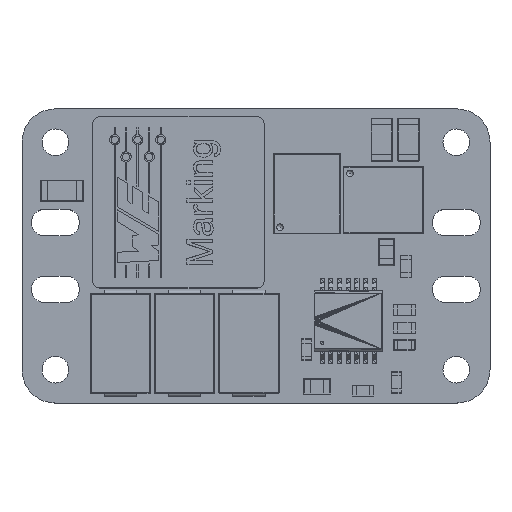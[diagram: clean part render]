
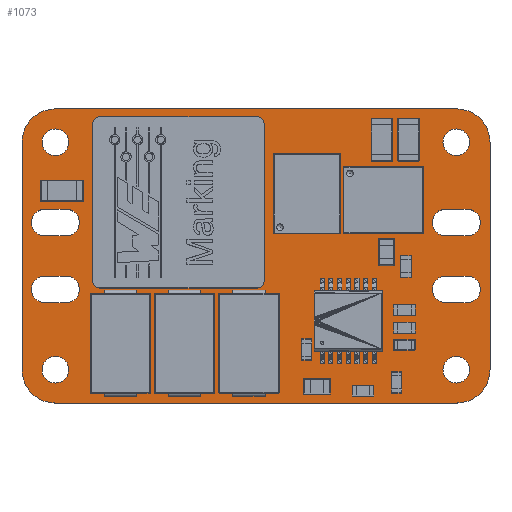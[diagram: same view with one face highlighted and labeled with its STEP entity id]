
A CAD part, top view. The second image highlights one B-rep face of the part: STEP entity #1073.
In plain terms, the highlighted planar face has unit normal (0, 0, 1).
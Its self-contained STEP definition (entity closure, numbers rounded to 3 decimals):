
#128 = VERTEX_POINT('',#129);
#129 = CARTESIAN_POINT('',(2.5,0.,1.686));
#135 = EDGE_CURVE('',#128,#136,#138,.T.);
#136 = VERTEX_POINT('',#137);
#137 = CARTESIAN_POINT('',(0.,2.5,1.686));
#138 = CIRCLE('',#139,2.499);
#139 = AXIS2_PLACEMENT_3D('',#140,#141,#142);
#140 = CARTESIAN_POINT('',(2.499,2.499,1.686));
#141 = DIRECTION('',(0.,0.,-1.));
#142 = DIRECTION('',(0.,-1.,0.));
#168 = EDGE_CURVE('',#136,#169,#171,.T.);
#169 = VERTEX_POINT('',#170);
#170 = CARTESIAN_POINT('',(0.,19.5,1.686));
#171 = LINE('',#172,#173);
#172 = CARTESIAN_POINT('',(0.,2.5,1.686));
#173 = VECTOR('',#174,1.);
#174 = DIRECTION('',(0.,1.,0.));
#199 = EDGE_CURVE('',#169,#200,#202,.T.);
#200 = VERTEX_POINT('',#201);
#201 = CARTESIAN_POINT('',(2.5,22.,1.686));
#202 = CIRCLE('',#203,2.499);
#203 = AXIS2_PLACEMENT_3D('',#204,#205,#206);
#204 = CARTESIAN_POINT('',(2.499,19.501,1.686));
#205 = DIRECTION('',(0.,0.,-1.));
#206 = DIRECTION('',(-1.,0.,0.));
#232 = EDGE_CURVE('',#200,#233,#235,.T.);
#233 = VERTEX_POINT('',#234);
#234 = CARTESIAN_POINT('',(32.5,22.,1.686));
#235 = LINE('',#236,#237);
#236 = CARTESIAN_POINT('',(2.5,22.,1.686));
#237 = VECTOR('',#238,1.);
#238 = DIRECTION('',(1.,0.,0.));
#263 = EDGE_CURVE('',#233,#264,#266,.T.);
#264 = VERTEX_POINT('',#265);
#265 = CARTESIAN_POINT('',(35.,19.5,1.686));
#266 = CIRCLE('',#267,2.499);
#267 = AXIS2_PLACEMENT_3D('',#268,#269,#270);
#268 = CARTESIAN_POINT('',(32.501,19.501,1.686));
#269 = DIRECTION('',(0.,0.,-1.));
#270 = DIRECTION('',(0.,1.,0.));
#296 = EDGE_CURVE('',#264,#297,#299,.T.);
#297 = VERTEX_POINT('',#298);
#298 = CARTESIAN_POINT('',(35.,2.5,1.686));
#299 = LINE('',#300,#301);
#300 = CARTESIAN_POINT('',(35.,19.5,1.686));
#301 = VECTOR('',#302,1.);
#302 = DIRECTION('',(0.,-1.,0.));
#327 = EDGE_CURVE('',#297,#328,#330,.T.);
#328 = VERTEX_POINT('',#329);
#329 = CARTESIAN_POINT('',(32.5,0.,1.686));
#330 = CIRCLE('',#331,2.499);
#331 = AXIS2_PLACEMENT_3D('',#332,#333,#334);
#332 = CARTESIAN_POINT('',(32.501,2.499,1.686));
#333 = DIRECTION('',(0.,0.,-1.));
#334 = DIRECTION('',(1.,0.,0.));
#360 = EDGE_CURVE('',#328,#128,#361,.T.);
#361 = LINE('',#362,#363);
#362 = CARTESIAN_POINT('',(32.5,0.,1.686));
#363 = VECTOR('',#364,1.);
#364 = DIRECTION('',(-1.,0.,0.));
#384 = VERTEX_POINT('',#385);
#385 = CARTESIAN_POINT('',(3.5,2.5,1.686));
#391 = EDGE_CURVE('',#384,#384,#392,.T.);
#392 = CIRCLE('',#393,1.);
#393 = AXIS2_PLACEMENT_3D('',#394,#395,#396);
#394 = CARTESIAN_POINT('',(2.5,2.5,1.686));
#395 = DIRECTION('',(0.,0.,1.));
#396 = DIRECTION('',(1.,0.,0.));
#417 = VERTEX_POINT('',#418);
#418 = CARTESIAN_POINT('',(1.7,9.5,1.686));
#424 = EDGE_CURVE('',#417,#425,#427,.T.);
#425 = VERTEX_POINT('',#426);
#426 = CARTESIAN_POINT('',(1.7,7.5,1.686));
#427 = CIRCLE('',#428,1.);
#428 = AXIS2_PLACEMENT_3D('',#429,#430,#431);
#429 = CARTESIAN_POINT('',(1.7,8.5,1.686));
#430 = DIRECTION('',(0.,0.,1.));
#431 = DIRECTION('',(0.,1.,0.));
#459 = VERTEX_POINT('',#460);
#460 = CARTESIAN_POINT('',(3.3,9.5,1.686));
#466 = EDGE_CURVE('',#459,#417,#467,.T.);
#467 = LINE('',#468,#469);
#468 = CARTESIAN_POINT('',(3.3,9.5,1.686));
#469 = VECTOR('',#470,1.);
#470 = DIRECTION('',(-1.,0.,0.));
#490 = VERTEX_POINT('',#491);
#491 = CARTESIAN_POINT('',(3.3,7.5,1.686));
#497 = EDGE_CURVE('',#490,#459,#498,.T.);
#498 = CIRCLE('',#499,1.);
#499 = AXIS2_PLACEMENT_3D('',#500,#501,#502);
#500 = CARTESIAN_POINT('',(3.3,8.5,1.686));
#501 = DIRECTION('',(0.,0.,1.));
#502 = DIRECTION('',(0.,-1.,0.));
#521 = EDGE_CURVE('',#425,#490,#522,.T.);
#522 = LINE('',#523,#524);
#523 = CARTESIAN_POINT('',(1.7,7.5,1.686));
#524 = VECTOR('',#525,1.);
#525 = DIRECTION('',(1.,0.,0.));
#545 = VERTEX_POINT('',#546);
#546 = CARTESIAN_POINT('',(3.5,19.5,1.686));
#552 = EDGE_CURVE('',#545,#545,#553,.T.);
#553 = CIRCLE('',#554,1.);
#554 = AXIS2_PLACEMENT_3D('',#555,#556,#557);
#555 = CARTESIAN_POINT('',(2.5,19.5,1.686));
#556 = DIRECTION('',(0.,0.,1.));
#557 = DIRECTION('',(1.,0.,0.));
#578 = VERTEX_POINT('',#579);
#579 = CARTESIAN_POINT('',(1.7,14.5,1.686));
#585 = EDGE_CURVE('',#578,#586,#588,.T.);
#586 = VERTEX_POINT('',#587);
#587 = CARTESIAN_POINT('',(1.7,12.5,1.686));
#588 = CIRCLE('',#589,1.);
#589 = AXIS2_PLACEMENT_3D('',#590,#591,#592);
#590 = CARTESIAN_POINT('',(1.7,13.5,1.686));
#591 = DIRECTION('',(0.,0.,1.));
#592 = DIRECTION('',(0.,1.,0.));
#620 = VERTEX_POINT('',#621);
#621 = CARTESIAN_POINT('',(3.3,14.5,1.686));
#627 = EDGE_CURVE('',#620,#578,#628,.T.);
#628 = LINE('',#629,#630);
#629 = CARTESIAN_POINT('',(3.3,14.5,1.686));
#630 = VECTOR('',#631,1.);
#631 = DIRECTION('',(-1.,0.,0.));
#651 = VERTEX_POINT('',#652);
#652 = CARTESIAN_POINT('',(3.3,12.5,1.686));
#658 = EDGE_CURVE('',#651,#620,#659,.T.);
#659 = CIRCLE('',#660,1.);
#660 = AXIS2_PLACEMENT_3D('',#661,#662,#663);
#661 = CARTESIAN_POINT('',(3.3,13.5,1.686));
#662 = DIRECTION('',(0.,0.,1.));
#663 = DIRECTION('',(0.,-1.,0.));
#682 = EDGE_CURVE('',#586,#651,#683,.T.);
#683 = LINE('',#684,#685);
#684 = CARTESIAN_POINT('',(1.7,12.5,1.686));
#685 = VECTOR('',#686,1.);
#686 = DIRECTION('',(1.,0.,0.));
#706 = VERTEX_POINT('',#707);
#707 = CARTESIAN_POINT('',(33.484,2.5,1.686));
#713 = EDGE_CURVE('',#706,#706,#714,.T.);
#714 = CIRCLE('',#715,1.);
#715 = AXIS2_PLACEMENT_3D('',#716,#717,#718);
#716 = CARTESIAN_POINT('',(32.484,2.5,1.686));
#717 = DIRECTION('',(0.,0.,1.));
#718 = DIRECTION('',(1.,0.,0.));
#739 = VERTEX_POINT('',#740);
#740 = CARTESIAN_POINT('',(31.684,9.5,1.686));
#746 = EDGE_CURVE('',#739,#747,#749,.T.);
#747 = VERTEX_POINT('',#748);
#748 = CARTESIAN_POINT('',(31.684,7.5,1.686));
#749 = CIRCLE('',#750,1.);
#750 = AXIS2_PLACEMENT_3D('',#751,#752,#753);
#751 = CARTESIAN_POINT('',(31.684,8.5,1.686));
#752 = DIRECTION('',(0.,0.,1.));
#753 = DIRECTION('',(0.,1.,0.));
#781 = VERTEX_POINT('',#782);
#782 = CARTESIAN_POINT('',(33.284,9.5,1.686));
#788 = EDGE_CURVE('',#781,#739,#789,.T.);
#789 = LINE('',#790,#791);
#790 = CARTESIAN_POINT('',(33.284,9.5,1.686));
#791 = VECTOR('',#792,1.);
#792 = DIRECTION('',(-1.,0.,0.));
#812 = VERTEX_POINT('',#813);
#813 = CARTESIAN_POINT('',(33.284,7.5,1.686));
#819 = EDGE_CURVE('',#812,#781,#820,.T.);
#820 = CIRCLE('',#821,1.);
#821 = AXIS2_PLACEMENT_3D('',#822,#823,#824);
#822 = CARTESIAN_POINT('',(33.284,8.5,1.686));
#823 = DIRECTION('',(0.,0.,1.));
#824 = DIRECTION('',(0.,-1.,0.));
#843 = EDGE_CURVE('',#747,#812,#844,.T.);
#844 = LINE('',#845,#846);
#845 = CARTESIAN_POINT('',(31.684,7.5,1.686));
#846 = VECTOR('',#847,1.);
#847 = DIRECTION('',(1.,0.,0.));
#867 = VERTEX_POINT('',#868);
#868 = CARTESIAN_POINT('',(33.484,19.5,1.686));
#874 = EDGE_CURVE('',#867,#867,#875,.T.);
#875 = CIRCLE('',#876,1.);
#876 = AXIS2_PLACEMENT_3D('',#877,#878,#879);
#877 = CARTESIAN_POINT('',(32.484,19.5,1.686));
#878 = DIRECTION('',(0.,0.,1.));
#879 = DIRECTION('',(1.,0.,0.));
#900 = VERTEX_POINT('',#901);
#901 = CARTESIAN_POINT('',(31.684,14.5,1.686));
#907 = EDGE_CURVE('',#900,#908,#910,.T.);
#908 = VERTEX_POINT('',#909);
#909 = CARTESIAN_POINT('',(31.684,12.5,1.686));
#910 = CIRCLE('',#911,1.);
#911 = AXIS2_PLACEMENT_3D('',#912,#913,#914);
#912 = CARTESIAN_POINT('',(31.684,13.5,1.686));
#913 = DIRECTION('',(0.,0.,1.));
#914 = DIRECTION('',(0.,1.,0.));
#942 = VERTEX_POINT('',#943);
#943 = CARTESIAN_POINT('',(33.284,14.5,1.686));
#949 = EDGE_CURVE('',#942,#900,#950,.T.);
#950 = LINE('',#951,#952);
#951 = CARTESIAN_POINT('',(33.284,14.5,1.686));
#952 = VECTOR('',#953,1.);
#953 = DIRECTION('',(-1.,0.,0.));
#973 = VERTEX_POINT('',#974);
#974 = CARTESIAN_POINT('',(33.284,12.5,1.686));
#980 = EDGE_CURVE('',#973,#942,#981,.T.);
#981 = CIRCLE('',#982,1.);
#982 = AXIS2_PLACEMENT_3D('',#983,#984,#985);
#983 = CARTESIAN_POINT('',(33.284,13.5,1.686));
#984 = DIRECTION('',(0.,0.,1.));
#985 = DIRECTION('',(0.,-1.,0.));
#1004 = EDGE_CURVE('',#908,#973,#1005,.T.);
#1005 = LINE('',#1006,#1007);
#1006 = CARTESIAN_POINT('',(31.684,12.5,1.686));
#1007 = VECTOR('',#1008,1.);
#1008 = DIRECTION('',(1.,0.,0.));
#1073 = ADVANCED_FACE('',(#1074,#1084,#1087,#1093,#1096,#1102,#1105,
    #1111,#1114),#1120,.T.);
#1074 = FACE_BOUND('',#1075,.F.);
#1075 = EDGE_LOOP('',(#1076,#1077,#1078,#1079,#1080,#1081,#1082,#1083));
#1076 = ORIENTED_EDGE('',*,*,#135,.T.);
#1077 = ORIENTED_EDGE('',*,*,#168,.T.);
#1078 = ORIENTED_EDGE('',*,*,#199,.T.);
#1079 = ORIENTED_EDGE('',*,*,#232,.T.);
#1080 = ORIENTED_EDGE('',*,*,#263,.T.);
#1081 = ORIENTED_EDGE('',*,*,#296,.T.);
#1082 = ORIENTED_EDGE('',*,*,#327,.T.);
#1083 = ORIENTED_EDGE('',*,*,#360,.T.);
#1084 = FACE_BOUND('',#1085,.T.);
#1085 = EDGE_LOOP('',(#1086));
#1086 = ORIENTED_EDGE('',*,*,#391,.F.);
#1087 = FACE_BOUND('',#1088,.T.);
#1088 = EDGE_LOOP('',(#1089,#1090,#1091,#1092));
#1089 = ORIENTED_EDGE('',*,*,#424,.F.);
#1090 = ORIENTED_EDGE('',*,*,#466,.F.);
#1091 = ORIENTED_EDGE('',*,*,#497,.F.);
#1092 = ORIENTED_EDGE('',*,*,#521,.F.);
#1093 = FACE_BOUND('',#1094,.T.);
#1094 = EDGE_LOOP('',(#1095));
#1095 = ORIENTED_EDGE('',*,*,#552,.F.);
#1096 = FACE_BOUND('',#1097,.T.);
#1097 = EDGE_LOOP('',(#1098,#1099,#1100,#1101));
#1098 = ORIENTED_EDGE('',*,*,#585,.F.);
#1099 = ORIENTED_EDGE('',*,*,#627,.F.);
#1100 = ORIENTED_EDGE('',*,*,#658,.F.);
#1101 = ORIENTED_EDGE('',*,*,#682,.F.);
#1102 = FACE_BOUND('',#1103,.T.);
#1103 = EDGE_LOOP('',(#1104));
#1104 = ORIENTED_EDGE('',*,*,#713,.F.);
#1105 = FACE_BOUND('',#1106,.T.);
#1106 = EDGE_LOOP('',(#1107,#1108,#1109,#1110));
#1107 = ORIENTED_EDGE('',*,*,#746,.F.);
#1108 = ORIENTED_EDGE('',*,*,#788,.F.);
#1109 = ORIENTED_EDGE('',*,*,#819,.F.);
#1110 = ORIENTED_EDGE('',*,*,#843,.F.);
#1111 = FACE_BOUND('',#1112,.T.);
#1112 = EDGE_LOOP('',(#1113));
#1113 = ORIENTED_EDGE('',*,*,#874,.F.);
#1114 = FACE_BOUND('',#1115,.T.);
#1115 = EDGE_LOOP('',(#1116,#1117,#1118,#1119));
#1116 = ORIENTED_EDGE('',*,*,#907,.F.);
#1117 = ORIENTED_EDGE('',*,*,#949,.F.);
#1118 = ORIENTED_EDGE('',*,*,#980,.F.);
#1119 = ORIENTED_EDGE('',*,*,#1004,.F.);
#1120 = PLANE('',#1121);
#1121 = AXIS2_PLACEMENT_3D('',#1122,#1123,#1124);
#1122 = CARTESIAN_POINT('',(2.5,0.,1.686));
#1123 = DIRECTION('',(0.,0.,1.));
#1124 = DIRECTION('',(1.,0.,0.));
